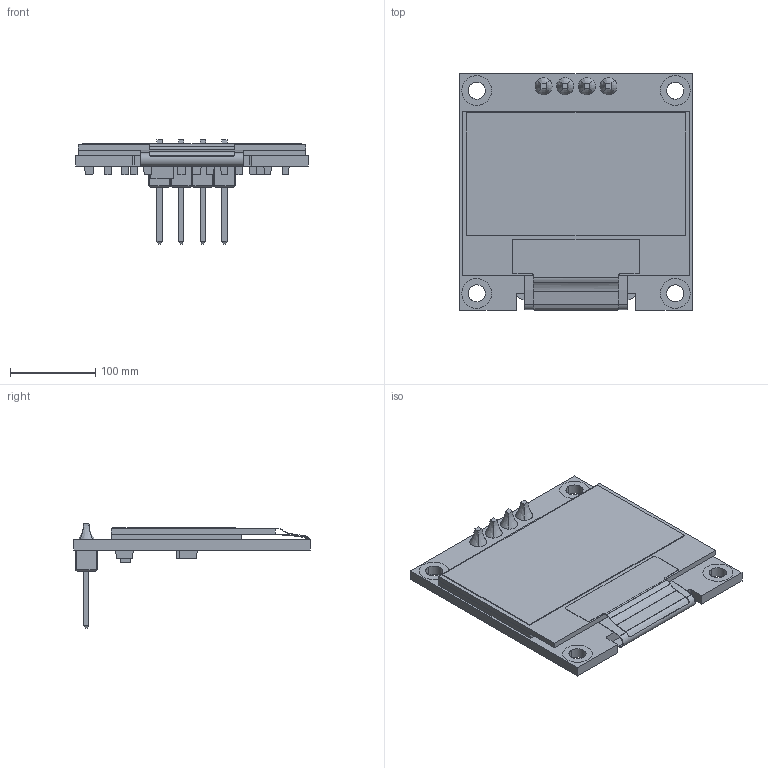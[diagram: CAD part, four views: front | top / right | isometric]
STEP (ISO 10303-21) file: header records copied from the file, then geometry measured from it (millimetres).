
FILE_DESCRIPTION(/* description */ (''),/* implementation_level */ '2;1');
FILE_NAME(/* name */ 'E-TKT_024-electronic_external models_OLED TFT 0.96 inch 64x128 by Mih Kov',/* time_stamp */ '2023-04-19T16:06:46-03:00',/* author */ (''),/* organization */ (''),/* preprocessor_version */ 'ST-DEVELOPER v16.5',/* originating_system */ '',/* authorisation */ '');
FILE_SCHEMA (('AUTOMOTIVE_DESIGN'));
Length unit declared in the file: centimetre
Products named in the file (1): Document
Bounding box: 273 x 278 x 123 mm (x, y, z)
Volume: 1627869.5 mm3; surface area: 286249 mm2
Topology: 21 solids, 21 shells, 309 faces, 729 edges, 484 vertices
Faces by surface type: plane 259, bspline 50
Entity records: 8657 total; most frequent: CARTESIAN_POINT 3319, ORIENTED_EDGE 1458, EDGE_CURVE 729, B_SPLINE_CURVE_WITH_KNOTS 633, VERTEX_POINT 484, EDGE_LOOP 339, ADVANCED_FACE 309, FACE_OUTER_BOUND 309
